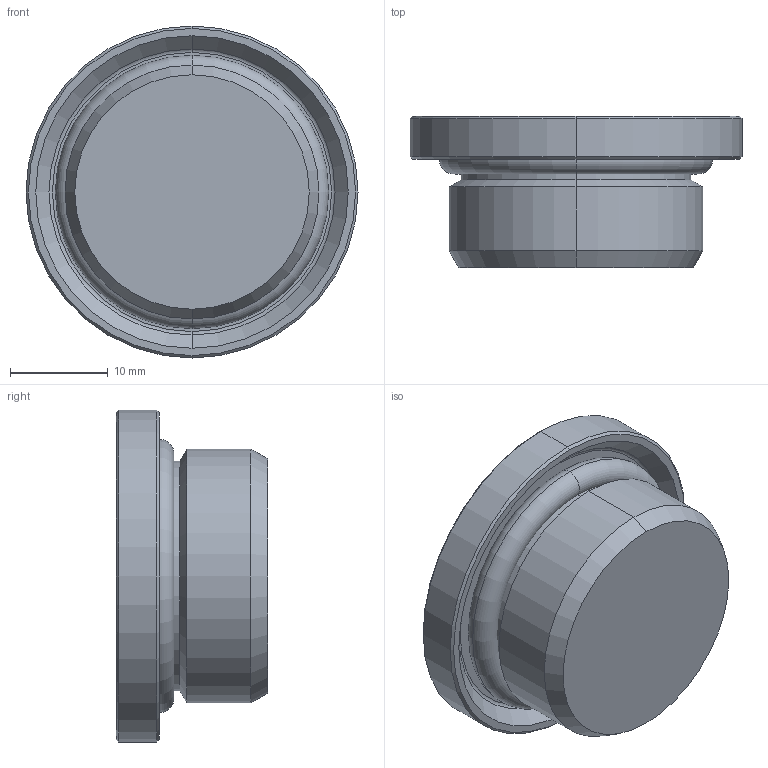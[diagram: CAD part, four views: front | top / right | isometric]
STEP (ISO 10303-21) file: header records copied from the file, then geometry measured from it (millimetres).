
FILE_DESCRIPTION (( 'STEP AP214' ), '1' );
FILE_NAME ('DRF.STOP05.STEP', '2018-09-03T13:11:26', ( '' ), ( '' ), 'SwSTEP 2.0', 'SolidWorks 2018', '' );
FILE_SCHEMA (( 'AUTOMOTIVE_DESIGN' ));
Length unit declared in the file: millimetre
Products named in the file (1): DRF.STOP05
Bounding box: 34 x 15.5 x 34 mm (x, y, z)
Volume: 6968.9 mm3; surface area: 4662.7 mm2
Topology: 2 solids, 2 shells, 52 faces, 122 edges, 73 vertices
Faces by surface type: plane 22, cone 14, cylinder 8, torus 8
Entity records: 2135 total; most frequent: CARTESIAN_POINT 314, DIRECTION 270, ORIENTED_EDGE 240, EDGE_CURVE 120, AXIS2_PLACEMENT_3D 109, VERTEX_POINT 73, CIRCLE 56, UNCERTAINTY_MEASURE_WITH_UNIT 56
